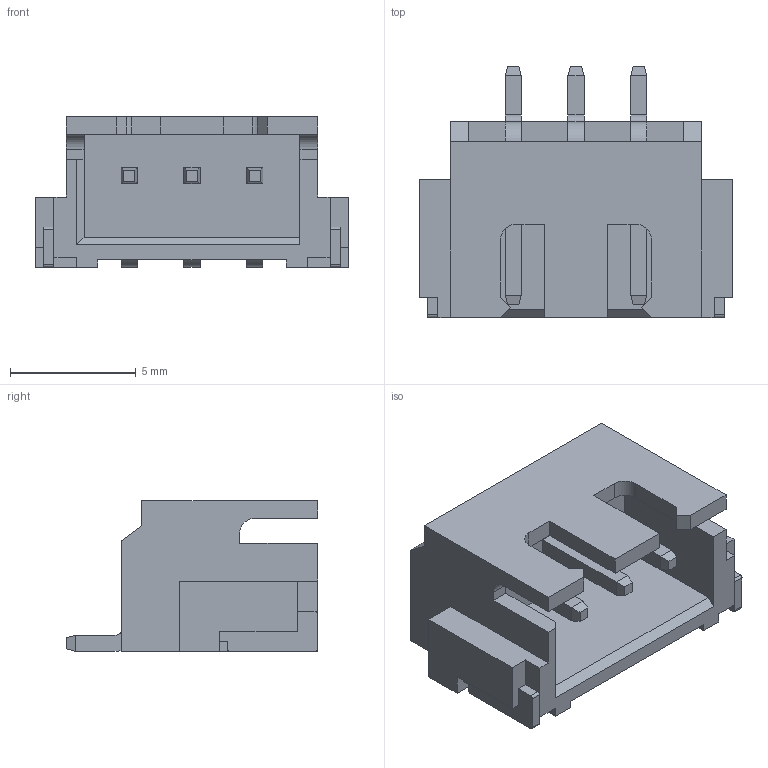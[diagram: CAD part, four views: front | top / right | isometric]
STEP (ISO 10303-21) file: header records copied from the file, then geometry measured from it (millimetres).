
FILE_DESCRIPTION(('STEP AP214'), '1');
FILE_NAME('SxB-XH-SM4-TB', '', ('UNSPECIFIED'), ('UNSPECIFIED'), 'ASCON STEP Converter 1.6', 'ASCON Math Kernel', '');
FILE_SCHEMA(('AUTOMOTIVE_DESIGN { 1 0 10303 214 3 1 1}'));
Length unit declared in the file: millimetre
Bounding box: 12.5 x 10 x 6 mm (x, y, z)
Volume: 269 mm3; surface area: 614 mm2
Topology: 3 solids, 3 shells, 193 faces, 524 edges, 331 vertices
Faces by surface type: plane 171, cylinder 22
Entity records: 7560 total; most frequent: CARTESIAN_POINT 1049, ORIENTED_EDGE 1048, DIRECTION 974, EDGE_CURVE 524, LINE 462, VECTOR 462, VERTEX_POINT 331, AXIS2_PLACEMENT_3D 256
